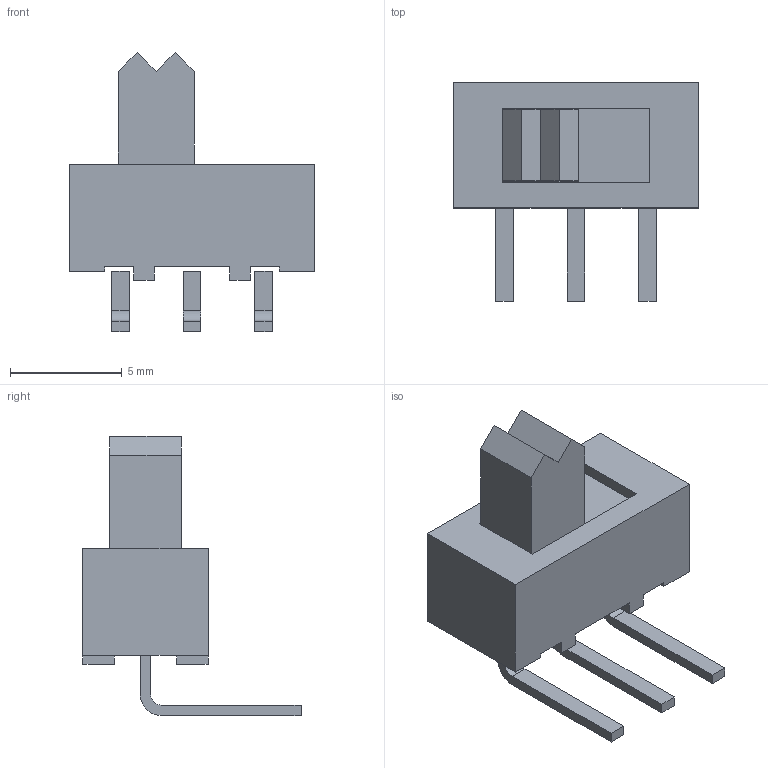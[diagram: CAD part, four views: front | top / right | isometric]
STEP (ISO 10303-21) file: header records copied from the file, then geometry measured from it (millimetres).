
FILE_DESCRIPTION(('STEP AP242'),'1');
FILE_NAME('1825116-1.stp','2022-07-14T19:19:21',('TraceParts'),('TraceParts S.A.'),'Spatial InterOp 3D',' ',' ');
FILE_SCHEMA(('AP242_MANAGED_MODEL_BASED_3D_ENGINEERING_MIM_LF {1 0 10303 442 1 1 4}'));
Length unit declared in the file: millimetre
Products named in the file (1): 1825116-1_1
Bounding box: 11 x 9.77 x 12.5 mm (x, y, z)
Volume: 344.6 mm3; surface area: 440 mm2
Topology: 4 solids, 4 shells, 70 faces, 181 edges, 120 vertices
Faces by surface type: plane 64, cylinder 6
Entity records: 2128 total; most frequent: CARTESIAN_POINT 375, ORIENTED_EDGE 362, DIRECTION 341, EDGE_CURVE 181, LINE 169, VECTOR 169, VERTEX_POINT 120, AXIS2_PLACEMENT_3D 86
